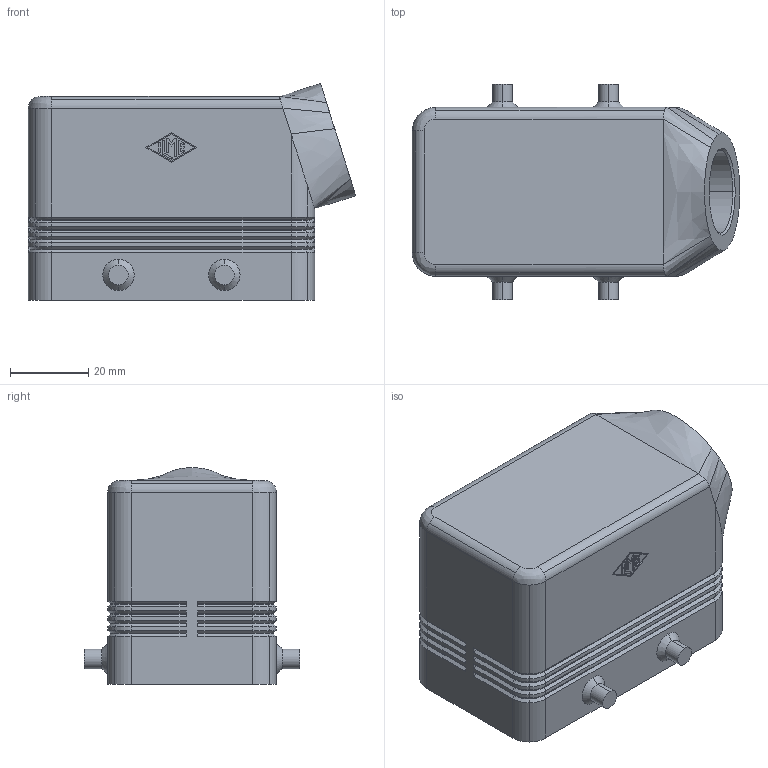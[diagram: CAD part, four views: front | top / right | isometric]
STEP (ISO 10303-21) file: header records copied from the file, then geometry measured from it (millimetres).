
FILE_DESCRIPTION((''),'2;1');
FILE_NAME('CMO 03.stp','2007-01-05T12:10:38',('gembarski'),(''),'Autodesk Inventor 7','Autodesk Inventor 7','');
FILE_SCHEMA(('AUTOMOTIVE_DESIGN { 1 0 10303 214 1 1 1 1 }'));
Length unit declared in the file: millimetre
Products named in the file (1): CHO Tüllengehäuse 2 Bügel für einen Einsatz
Bounding box: 83.49 x 55 x 55.3 mm (x, y, z)
Volume: 54634.3 mm3; surface area: 29410.1 mm2
Topology: 1 solids, 1 shells, 388 faces, 917 edges, 542 vertices
Faces by surface type: plane 145, cylinder 89, bspline 80, cone 70, torus 4
Entity records: 11749 total; most frequent: CARTESIAN_POINT 2968, ORIENTED_EDGE 1818, DIRECTION 1815, EDGE_CURVE 909, AXIS2_PLACEMENT_3D 605, VECTOR 605, LINE 605, VERTEX_POINT 542
